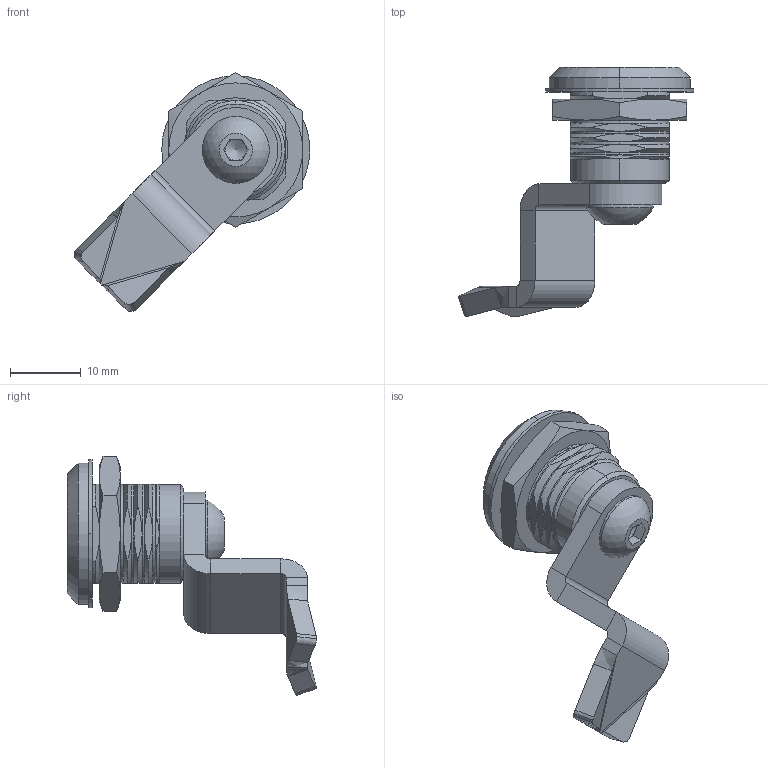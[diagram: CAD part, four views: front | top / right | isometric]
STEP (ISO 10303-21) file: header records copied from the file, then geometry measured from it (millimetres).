
FILE_DESCRIPTION (( 'STEP AP214' ), '1' );
FILE_NAME ('SCE-MINQ.STEP', '2022-07-22T13:12:48', ( '' ), ( '' ), 'SwSTEP 2.0', 'SolidWorks 2021', '' );
FILE_SCHEMA (( 'AUTOMOTIVE_DESIGN' ));
Length unit declared in the file: inch
Products named in the file (1): SCE-MINQ
Bounding box: 33.42 x 35.31 x 33.89 mm (x, y, z)
Volume: 4930.4 mm3; surface area: 6114.7 mm2
Topology: 8 solids, 8 shells, 369 faces, 834 edges, 484 vertices
Faces by surface type: plane 133, cone 122, cylinder 96, torus 9, bspline 8, sphere 1
Full cylindrical faces by diameter (mm): 5 x1, 9.5 x1, 14.763 x1
Entity records: 15333 total; most frequent: CARTESIAN_POINT 2732, ORIENTED_EDGE 1654, DIRECTION 1646, EDGE_CURVE 827, AXIS2_PLACEMENT_3D 661, VERTEX_POINT 483, EDGE_LOOP 390, FACE_OUTER_BOUND 374
